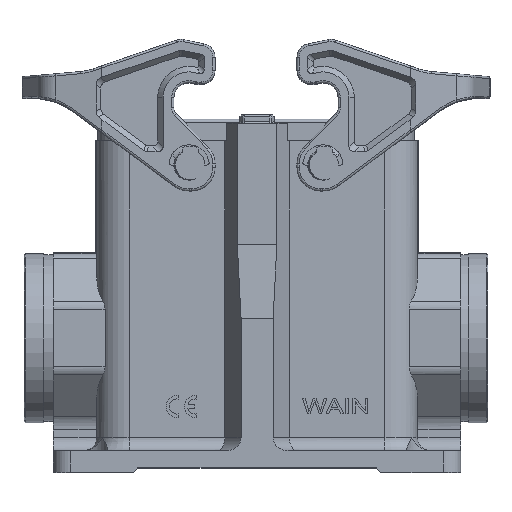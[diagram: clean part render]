
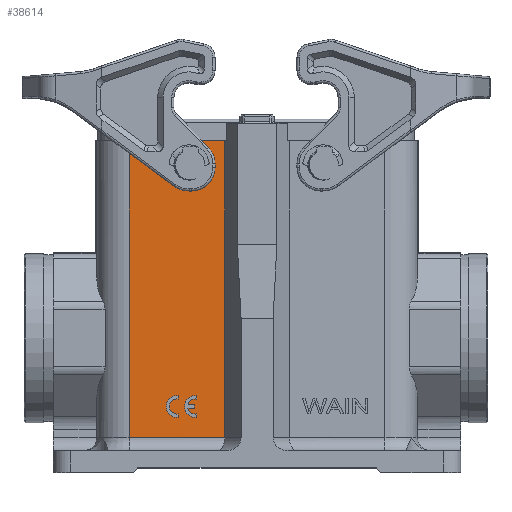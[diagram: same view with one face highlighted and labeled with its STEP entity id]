
A CAD part, top view. The second image highlights one B-rep face of the part: STEP entity #38614.
In plain terms, the highlighted planar face has unit normal (0, 0, 1).
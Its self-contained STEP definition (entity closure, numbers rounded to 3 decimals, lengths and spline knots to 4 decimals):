
#2298=DIRECTION('',(0.,1.,0.));
#2299=VECTOR('',#2298,2.6969);
#2300=CARTESIAN_POINT('',(-1.1417,-2.4449,
0.8661));
#2301=LINE('',#2300,#2299);
#2380=DIRECTION('',(-1.,0.,0.));
#2381=VECTOR('',#2380,0.8681);
#2382=CARTESIAN_POINT('',(-0.2736,0.252,
0.8661));
#2383=LINE('',#2382,#2381);
#2384=CARTESIAN_POINT('',(-0.5886,0.0315,
0.8661));
#2385=DIRECTION('',(0.,0.,-1.));
#2386=DIRECTION('',(-1.,0.,0.));
#2387=AXIS2_PLACEMENT_3D('',#2384,#2385,#2386);
#2389=CARTESIAN_POINT('',(-0.5886,0.0315,
0.8661));
#2390=DIRECTION('',(0.,0.,-1.));
#2391=DIRECTION('',(1.,0.,0.));
#2392=AXIS2_PLACEMENT_3D('',#2389,#2390,#2391);
#2394=DIRECTION('',(0.,-1.,0.));
#2395=VECTOR('',#2394,0.0297);
#2396=CARTESIAN_POINT('',(-0.5305,-2.2301,
0.8661));
#2397=LINE('',#2396,#2395);
#2398=CARTESIAN_POINT('',(-0.5409,-2.1621,
0.8661));
#2399=DIRECTION('',(0.,0.,1.));
#2400=DIRECTION('',(-0.977,-0.214,0.));
#2401=AXIS2_PLACEMENT_3D('',#2398,#2399,#2400);
#2403=DIRECTION('',(-1.,0.,0.));
#2404=VECTOR('',#2403,0.0573);
#2405=CARTESIAN_POINT('',(-0.5508,-2.1768,
0.8661));
#2406=LINE('',#2405,#2404);
#2407=DIRECTION('',(0.,-1.,0.));
#2408=VECTOR('',#2407,0.0298);
#2409=CARTESIAN_POINT('',(-0.5508,-2.147,
0.8661));
#2410=LINE('',#2409,#2408);
#2411=DIRECTION('',(1.,0.,0.));
#2412=VECTOR('',#2411,0.0572);
#2413=CARTESIAN_POINT('',(-0.6079,-2.147,
0.8661));
#2414=LINE('',#2413,#2412);
#2415=CARTESIAN_POINT('',(-0.5409,-2.1621,
0.8661));
#2416=DIRECTION('',(0.,0.,1.));
#2417=DIRECTION('',(0.152,0.988,0.));
#2418=AXIS2_PLACEMENT_3D('',#2415,#2416,#2417);
#2420=DIRECTION('',(0.,-1.,0.));
#2421=VECTOR('',#2420,0.0301);
#2422=CARTESIAN_POINT('',(-0.5305,-2.0641,
0.8661));
#2423=LINE('',#2422,#2421);
#2424=DIRECTION('',(0.,-1.,0.));
#2425=VECTOR('',#2424,0.0301);
#2426=CARTESIAN_POINT('',(-0.6974,-2.0639,
0.8661));
#2427=LINE('',#2426,#2425);
#2428=DIRECTION('',(0.,-1.,0.));
#2429=VECTOR('',#2428,0.0297);
#2430=CARTESIAN_POINT('',(-0.6974,-2.2299,
0.8661));
#2431=LINE('',#2430,#2429);
#2436=DIRECTION('',(0.,-1.,0.));
#2437=VECTOR('',#2436,2.6969);
#2438=CARTESIAN_POINT('',(-0.2736,0.252,
0.8661));
#2439=LINE('',#2438,#2437);
#3026=CARTESIAN_POINT('',(-0.2736,-2.4449,
0.8661));
#3052=DIRECTION('',(-1.,0.,0.));
#3053=VECTOR('',#3052,0.8681);
#3054=CARTESIAN_POINT('',(-0.2736,-2.4449,
0.8661));
#3055=LINE('',#3054,#3053);
#9423=CARTESIAN_POINT('',(-0.5412,-2.1619,
0.8661));
#9424=DIRECTION('',(0.,0.,-1.));
#9425=DIRECTION('',(0.109,-0.994,0.));
#9426=AXIS2_PLACEMENT_3D('',#9423,#9424,#9425);
#9486=CARTESIAN_POINT('',(-0.7078,-2.1619,
0.8661));
#9487=DIRECTION('',(0.,0.,1.));
#9488=DIRECTION('',(0.152,0.988,0.));
#9489=AXIS2_PLACEMENT_3D('',#9486,#9487,#9488);
#9517=CARTESIAN_POINT('',(-0.7082,-2.1617,
0.8661));
#9518=DIRECTION('',(0.,0.,-1.));
#9519=DIRECTION('',(0.109,-0.994,0.));
#9520=AXIS2_PLACEMENT_3D('',#9517,#9518,#9519);
#33760=CARTESIAN_POINT('',(-0.6974,-2.0639,
0.8661));
#33762=VERTEX_POINT('',#33760);
#33815=CARTESIAN_POINT('',(-0.5305,-2.0941,
0.8661));
#33816=CARTESIAN_POINT('',(-0.6079,-2.147,
0.8661));
#33817=VERTEX_POINT('',#33815);
#33818=VERTEX_POINT('',#33816);
#33890=CARTESIAN_POINT('',(-0.7866,0.0315,
0.8661));
#33891=VERTEX_POINT('',#33890);
#33931=CARTESIAN_POINT('',(-0.5305,-2.0641,
0.8661));
#33933=VERTEX_POINT('',#33931);
#34025=CARTESIAN_POINT('',(-0.5508,-2.1768,
0.8661));
#34027=VERTEX_POINT('',#34025);
#34234=VERTEX_POINT('',#3026);
#34368=CARTESIAN_POINT('',(-1.1417,-2.4449,
0.8661));
#34369=CARTESIAN_POINT('',(-1.1417,0.252,
0.8661));
#34370=VERTEX_POINT('',#34368);
#34371=VERTEX_POINT('',#34369);
#34372=CARTESIAN_POINT('',(-0.5305,-2.2301,
0.8661));
#34373=CARTESIAN_POINT('',(-0.5305,-2.2598,
0.8661));
#34374=VERTEX_POINT('',#34372);
#34375=VERTEX_POINT('',#34373);
#34563=CARTESIAN_POINT('',(-0.5508,-2.147,
0.8661));
#34564=VERTEX_POINT('',#34563);
#34641=CARTESIAN_POINT('',(-0.608,-2.1768,
0.8661));
#34643=VERTEX_POINT('',#34641);
#34753=CARTESIAN_POINT('',(-0.6974,-2.2299,
0.8661));
#34755=VERTEX_POINT('',#34753);
#34805=CARTESIAN_POINT('',(-0.3906,0.0315,
0.8661));
#34806=VERTEX_POINT('',#34805);
#35005=CARTESIAN_POINT('',(-0.6974,-2.094,
0.8661));
#35006=VERTEX_POINT('',#35005);
#35101=CARTESIAN_POINT('',(-0.2736,0.252,
0.8661));
#35102=VERTEX_POINT('',#35101);
#35257=CARTESIAN_POINT('',(-0.6974,-2.2596,
0.8661));
#35258=VERTEX_POINT('',#35257);
#38567=CARTESIAN_POINT('',(-2.5512,-0.6929,
0.8661));
#38568=DIRECTION('',(0.,0.,1.));
#38569=DIRECTION('',(1.,0.,0.));
#38570=AXIS2_PLACEMENT_3D('',#38567,#38568,#38569);
#38571=PLANE('',#38570);
#38572=ORIENTED_EDGE('',*,*,#36200,.F.);
#38574=ORIENTED_EDGE('',*,*,#38573,.T.);
#38576=ORIENTED_EDGE('',*,*,#38575,.T.);
#38577=ORIENTED_EDGE('',*,*,#38450,.T.);
#38578=EDGE_LOOP('',(#38572,#38574,#38576,#38577));
#38579=FACE_OUTER_BOUND('',#38578,.F.);
#38581=ORIENTED_EDGE('',*,*,#38580,.F.);
#38583=ORIENTED_EDGE('',*,*,#38582,.F.);
#38584=EDGE_LOOP('',(#38581,#38583));
#38585=FACE_BOUND('',#38584,.F.);
#38587=ORIENTED_EDGE('',*,*,#38586,.F.);
#38589=ORIENTED_EDGE('',*,*,#38588,.F.);
#38591=ORIENTED_EDGE('',*,*,#38590,.F.);
#38593=ORIENTED_EDGE('',*,*,#38592,.F.);
#38595=ORIENTED_EDGE('',*,*,#38594,.F.);
#38597=ORIENTED_EDGE('',*,*,#38596,.F.);
#38599=ORIENTED_EDGE('',*,*,#38598,.F.);
#38601=ORIENTED_EDGE('',*,*,#38600,.F.);
#38602=EDGE_LOOP('',(#38587,#38589,#38591,#38593,#38595,#38597,#38599,#38601));
#38603=FACE_BOUND('',#38602,.F.);
#38605=ORIENTED_EDGE('',*,*,#38604,.F.);
#38607=ORIENTED_EDGE('',*,*,#38606,.F.);
#38609=ORIENTED_EDGE('',*,*,#38608,.F.);
#38611=ORIENTED_EDGE('',*,*,#38610,.F.);
#38612=EDGE_LOOP('',(#38605,#38607,#38609,#38611));
#38613=FACE_BOUND('',#38612,.F.);
#38614=ADVANCED_FACE('',(#38579,#38585,#38603,#38613),#38571,.T.);
#2388=CIRCLE('',#2387,0.198);
#2393=CIRCLE('',#2392,0.198);
#2402=CIRCLE('',#2401,0.0687);
#2419=CIRCLE('',#2418,0.0687);
#9427=CIRCLE('',#9426,0.0984);
#9490=CIRCLE('',#9489,0.0687);
#9521=CIRCLE('',#9520,0.0984);
#36200=EDGE_CURVE('',#35102,#34371,#2383,.T.);
#38450=EDGE_CURVE('',#34370,#34371,#2301,.T.);
#38573=EDGE_CURVE('',#35102,#34234,#2439,.T.);
#38575=EDGE_CURVE('',#34234,#34370,#3055,.T.);
#38580=EDGE_CURVE('',#33891,#34806,#2388,.T.);
#38582=EDGE_CURVE('',#34806,#33891,#2393,.T.);
#38586=EDGE_CURVE('',#34374,#34375,#2397,.T.);
#38588=EDGE_CURVE('',#34643,#34374,#2402,.T.);
#38590=EDGE_CURVE('',#34027,#34643,#2406,.T.);
#38592=EDGE_CURVE('',#34564,#34027,#2410,.T.);
#38594=EDGE_CURVE('',#33818,#34564,#2414,.T.);
#38596=EDGE_CURVE('',#33817,#33818,#2419,.T.);
#38598=EDGE_CURVE('',#33933,#33817,#2423,.T.);
#38600=EDGE_CURVE('',#34375,#33933,#9427,.T.);
#38604=EDGE_CURVE('',#33762,#35006,#2427,.T.);
#38606=EDGE_CURVE('',#35258,#33762,#9521,.T.);
#38608=EDGE_CURVE('',#34755,#35258,#2431,.T.);
#38610=EDGE_CURVE('',#35006,#34755,#9490,.T.);
